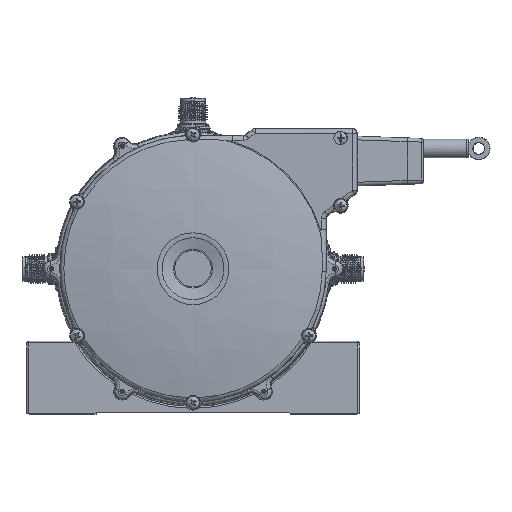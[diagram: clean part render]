
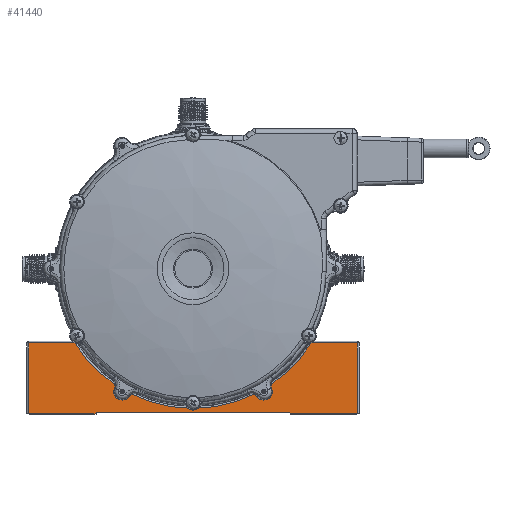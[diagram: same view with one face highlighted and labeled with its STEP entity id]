
A CAD part, top view. The second image highlights one B-rep face of the part: STEP entity #41440.
In plain terms, the highlighted planar face has unit normal (0, 0, 1).
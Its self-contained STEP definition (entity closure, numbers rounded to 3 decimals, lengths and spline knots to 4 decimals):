
#719=PLANE('',#44149);
#2805=FACE_OUTER_BOUND('',#5116,.T.);
#5116=EDGE_LOOP('',(#27940,#27941,#27942,#27943,#27944,#27945,#27946,#27947,
#27948,#27949,#27950,#27951,#27952,#27953));
#7481=CIRCLE('',#44024,0.1413);
#7486=CIRCLE('',#44032,2.3381);
#7487=CIRCLE('',#44034,0.1413);
#7493=CIRCLE('',#44043,2.3381);
#7494=CIRCLE('',#44046,2.3381);
#10949=LINE('',#82766,#13370);
#10958=LINE('',#83492,#13379);
#10971=LINE('',#84071,#13392);
#10987=LINE('',#84218,#13408);
#10988=LINE('',#84220,#13409);
#10989=LINE('',#84222,#13410);
#10990=LINE('',#84224,#13411);
#10991=LINE('',#84226,#13412);
#10992=LINE('',#84227,#13413);
#13370=VECTOR('',#48390,39.3701);
#13379=VECTOR('',#48459,39.3701);
#13392=VECTOR('',#48630,39.3701);
#13408=VECTOR('',#48684,39.3701);
#13409=VECTOR('',#48685,39.3701);
#13410=VECTOR('',#48686,39.3701);
#13411=VECTOR('',#48687,39.3701);
#13412=VECTOR('',#48688,39.3701);
#13413=VECTOR('',#48689,39.3701);
#16312=VERTEX_POINT('',#82749);
#16313=VERTEX_POINT('',#82764);
#16314=VERTEX_POINT('',#83162);
#16315=VERTEX_POINT('',#83175);
#16319=VERTEX_POINT('',#83200);
#16320=VERTEX_POINT('',#83215);
#16324=VERTEX_POINT('',#83241);
#16329=VERTEX_POINT('',#83491);
#16412=VERTEX_POINT('',#84067);
#16414=VERTEX_POINT('',#84070);
#16440=VERTEX_POINT('',#84219);
#16441=VERTEX_POINT('',#84221);
#16442=VERTEX_POINT('',#84223);
#16443=VERTEX_POINT('',#84225);
#20775=EDGE_CURVE('',#16313,#16312,#10949,.T.);
#20779=EDGE_CURVE('',#16314,#16315,#7481,.T.);
#20787=EDGE_CURVE('',#16315,#16319,#7486,.T.);
#20788=EDGE_CURVE('',#16319,#16320,#7487,.T.);
#20797=EDGE_CURVE('',#16320,#16324,#7493,.T.);
#20799=EDGE_CURVE('',#16312,#16314,#7494,.T.);
#20808=EDGE_CURVE('',#16324,#16329,#10958,.T.);
#20923=EDGE_CURVE('',#16412,#16414,#10971,.T.);
#20957=EDGE_CURVE('',#16414,#16313,#10987,.T.);
#20958=EDGE_CURVE('',#16440,#16412,#10988,.T.);
#20959=EDGE_CURVE('',#16441,#16440,#10989,.T.);
#20960=EDGE_CURVE('',#16441,#16442,#10990,.T.);
#20961=EDGE_CURVE('',#16443,#16442,#10991,.T.);
#20962=EDGE_CURVE('',#16329,#16443,#10992,.T.);
#27940=ORIENTED_EDGE('',*,*,#20799,.F.);
#27941=ORIENTED_EDGE('',*,*,#20775,.F.);
#27942=ORIENTED_EDGE('',*,*,#20957,.F.);
#27943=ORIENTED_EDGE('',*,*,#20923,.F.);
#27944=ORIENTED_EDGE('',*,*,#20958,.F.);
#27945=ORIENTED_EDGE('',*,*,#20959,.F.);
#27946=ORIENTED_EDGE('',*,*,#20960,.T.);
#27947=ORIENTED_EDGE('',*,*,#20961,.F.);
#27948=ORIENTED_EDGE('',*,*,#20962,.F.);
#27949=ORIENTED_EDGE('',*,*,#20808,.F.);
#27950=ORIENTED_EDGE('',*,*,#20797,.F.);
#27951=ORIENTED_EDGE('',*,*,#20788,.F.);
#27952=ORIENTED_EDGE('',*,*,#20787,.F.);
#27953=ORIENTED_EDGE('',*,*,#20779,.F.);
#41440=ADVANCED_FACE('',(#2805),#719,.T.);
#44024=AXIS2_PLACEMENT_3D('',#83176,#48395,#48396);
#44032=AXIS2_PLACEMENT_3D('',#83213,#48412,#48413);
#44034=AXIS2_PLACEMENT_3D('',#83216,#48416,#48417);
#44043=AXIS2_PLACEMENT_3D('',#83252,#48435,#48436);
#44046=AXIS2_PLACEMENT_3D('',#83435,#48441,#48442);
#44149=AXIS2_PLACEMENT_3D('',#84217,#48682,#48683);
#48390=DIRECTION('',(1.,0.,0.));
#48395=DIRECTION('center_axis',(0.,0.,
1.));
#48396=DIRECTION('ref_axis',(0.5,0.866,0.));
#48412=DIRECTION('center_axis',(0.,0.,
1.));
#48413=DIRECTION('ref_axis',(0.,-1.,0.));
#48416=DIRECTION('center_axis',(0.,0.,
1.));
#48417=DIRECTION('ref_axis',(-0.5,0.866,0.));
#48435=DIRECTION('center_axis',(0.,0.,
1.));
#48436=DIRECTION('ref_axis',(0.71,-0.704,0.));
#48441=DIRECTION('center_axis',(0.,0.,
1.));
#48442=DIRECTION('ref_axis',(-0.71,-0.704,0.));
#48459=DIRECTION('',(1.,0.,0.));
#48630=DIRECTION('',(-1.,0.,0.));
#48682=DIRECTION('center_axis',(0.,0.,
1.));
#48683=DIRECTION('ref_axis',(-1.,0.,0.));
#48684=DIRECTION('',(0.,1.,0.));
#48685=DIRECTION('',(-0.017,-1.,0.));
#48686=DIRECTION('',(-1.,0.,0.));
#48687=DIRECTION('',(0.017,-1.,0.));
#48688=DIRECTION('',(-1.,0.,0.));
#48689=DIRECTION('',(0.,-1.,0.));
#82749=CARTESIAN_POINT('',(-1.9814,-1.2413,-0.462));
#82764=CARTESIAN_POINT('',(-2.7558,-1.2413,-0.462));
#82766=CARTESIAN_POINT('',(1.3924,-1.2413,-0.462));
#83162=CARTESIAN_POINT('',(-1.2843,-1.9538,-0.462));
#83175=CARTESIAN_POINT('',(-1.0499,-2.0891,-0.462));
#83176=CARTESIAN_POINT('Origin',(-1.1875,-2.0568,-0.462));
#83200=CARTESIAN_POINT('',(1.0499,-2.0891,-0.462));
#83213=CARTESIAN_POINT('Origin',(0.,0.,
-0.462));
#83215=CARTESIAN_POINT('',(1.2843,-1.9538,-0.462));
#83216=CARTESIAN_POINT('Origin',(1.1875,-2.0568,-0.462));
#83241=CARTESIAN_POINT('',(1.9814,-1.2413,-0.462));
#83252=CARTESIAN_POINT('Origin',(0.,0.,
-0.462));
#83435=CARTESIAN_POINT('Origin',(0.,0.,
-0.462));
#83491=CARTESIAN_POINT('',(2.7558,-1.2413,-0.462));
#83492=CARTESIAN_POINT('',(1.3924,-1.2413,-0.462));
#84067=CARTESIAN_POINT('',(-1.6255,-2.43,-0.462));
#84070=CARTESIAN_POINT('',(-2.7558,-2.43,-0.462));
#84071=CARTESIAN_POINT('',(2.7558,-2.43,-0.462));
#84217=CARTESIAN_POINT('Origin',(2.7849,-0.88,-0.462));
#84218=CARTESIAN_POINT('',(-2.7558,-0.88,-0.462));
#84219=CARTESIAN_POINT('',(-1.625,-2.4,-0.462));
#84220=CARTESIAN_POINT('',(-1.6111,-1.6018,-0.462));
#84221=CARTESIAN_POINT('',(1.625,-2.4,-0.462));
#84222=CARTESIAN_POINT('',(1.3924,-2.4,-0.462));
#84223=CARTESIAN_POINT('',(1.6255,-2.43,-0.462));
#84224=CARTESIAN_POINT('',(1.6119,-1.6504,-0.462));
#84225=CARTESIAN_POINT('',(2.7558,-2.43,-0.462));
#84226=CARTESIAN_POINT('',(2.7558,-2.43,-0.462));
#84227=CARTESIAN_POINT('',(2.7558,-0.88,-0.462));
